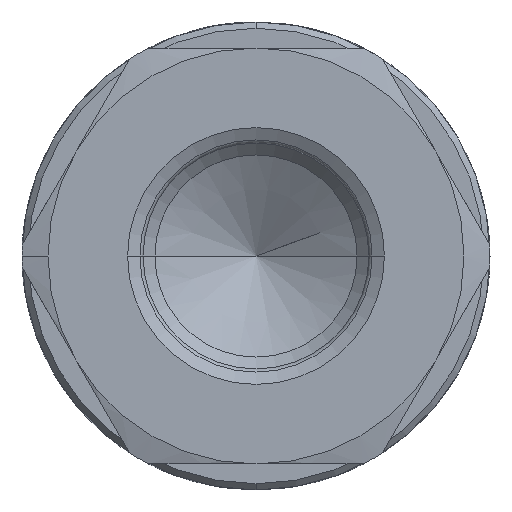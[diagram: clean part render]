
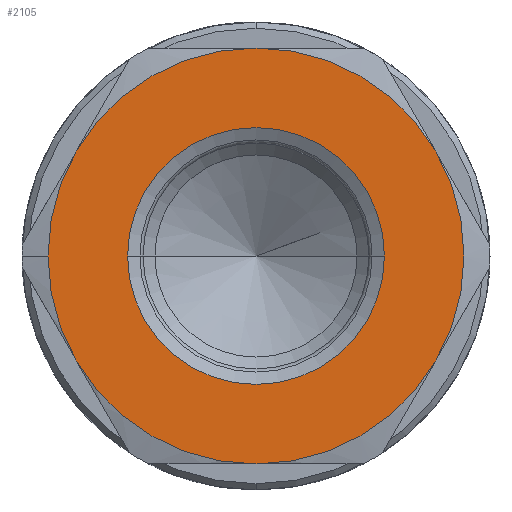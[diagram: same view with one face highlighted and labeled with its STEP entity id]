
A CAD part, left-side view. The second image highlights one B-rep face of the part: STEP entity #2105.
In plain terms, the highlighted planar face has unit normal (-1, 0, 0).
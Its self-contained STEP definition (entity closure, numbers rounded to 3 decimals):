
#82 = CARTESIAN_POINT ( 'NONE',  ( -7.053, 196.675, -12.7 ) ) ;
#294 = VERTEX_POINT ( 'NONE', #2175 ) ;
#492 = CARTESIAN_POINT ( 'NONE',  ( -7.053, 174.678, 0. ) ) ;
#519 = AXIS2_PLACEMENT_3D ( 'NONE', #8294, #7486, #4387 ) ;
#568 = CIRCLE ( 'NONE', #3101, 25.4 ) ;
#681 = CARTESIAN_POINT ( 'NONE',  ( -7.053, 190.363, 0. ) ) ;
#904 = ORIENTED_EDGE ( 'NONE', *, *, #6237, .F. ) ;
#1191 = EDGE_CURVE ( 'NONE', #5030, #9795, #568, .T. ) ;
#1200 = DIRECTION ( 'NONE',  ( 1., 0., 0. ) ) ;
#1313 = CARTESIAN_POINT ( 'NONE',  ( -7.053, 174.678, 25.4 ) ) ;
#1810 = DIRECTION ( 'NONE',  ( 1., 0., 0. ) ) ;
#1812 = EDGE_LOOP ( 'NONE', ( #4098, #2350 ) ) ;
#1889 = DIRECTION ( 'NONE',  ( 1., 0., 0. ) ) ;
#1941 = DIRECTION ( 'NONE',  ( 0., 1., 0. ) ) ;
#2105 = ADVANCED_FACE ( 'NONE', ( #2555, #7201 ), #6948, .F. ) ;
#2144 = EDGE_CURVE ( 'NONE', #3941, #2312, #8535, .T. ) ;
#2175 = CARTESIAN_POINT ( 'NONE',  ( -7.053, 158.994, 0. ) ) ;
#2203 = VERTEX_POINT ( 'NONE', #681 ) ;
#2312 = VERTEX_POINT ( 'NONE', #8863 ) ;
#2350 = ORIENTED_EDGE ( 'NONE', *, *, #3033, .T. ) ;
#2555 = FACE_OUTER_BOUND ( 'NONE', #7580, .T. ) ;
#2689 = VERTEX_POINT ( 'NONE', #7019 ) ;
#2737 = CARTESIAN_POINT ( 'NONE',  ( -7.053, 200.078, 0. ) ) ;
#2866 = CARTESIAN_POINT ( 'NONE',  ( -7.053, 174.678, 0. ) ) ;
#2972 = CARTESIAN_POINT ( 'NONE',  ( -7.053, 0., 0. ) ) ;
#3021 = DIRECTION ( 'NONE',  ( 0., 1., 0. ) ) ;
#3033 = EDGE_CURVE ( 'NONE', #2203, #294, #6063, .T. ) ;
#3072 = CARTESIAN_POINT ( 'NONE',  ( -7.053, 174.678, -25.4 ) ) ;
#3101 = AXIS2_PLACEMENT_3D ( 'NONE', #2866, #9228, #4483 ) ;
#3175 = DIRECTION ( 'NONE',  ( 0., 1., 0. ) ) ;
#3365 = DIRECTION ( 'NONE',  ( 0., 1., 0. ) ) ;
#3536 = DIRECTION ( 'NONE',  ( 1., 0., 0. ) ) ;
#3563 = CARTESIAN_POINT ( 'NONE',  ( -7.053, 152.681, -12.7 ) ) ;
#3698 = EDGE_CURVE ( 'NONE', #294, #2203, #5789, .T. ) ;
#3749 = CIRCLE ( 'NONE', #9852, 25.4 ) ;
#3847 = VERTEX_POINT ( 'NONE', #2737 ) ;
#3941 = VERTEX_POINT ( 'NONE', #1313 ) ;
#4098 = ORIENTED_EDGE ( 'NONE', *, *, #3698, .T. ) ;
#4226 = CIRCLE ( 'NONE', #5214, 25.4 ) ;
#4332 = DIRECTION ( 'NONE',  ( 0., 1., 0. ) ) ;
#4387 = DIRECTION ( 'NONE',  ( 0., 1., 0. ) ) ;
#4483 = DIRECTION ( 'NONE',  ( 0., 1., 0. ) ) ;
#4577 = VERTEX_POINT ( 'NONE', #82 ) ;
#4646 = ORIENTED_EDGE ( 'NONE', *, *, #6929, .F. ) ;
#4691 = DIRECTION ( 'NONE',  ( 1., 0., 0. ) ) ;
#4757 = ORIENTED_EDGE ( 'NONE', *, *, #2144, .F. ) ;
#5030 = VERTEX_POINT ( 'NONE', #3563 ) ;
#5054 = ORIENTED_EDGE ( 'NONE', *, *, #1191, .F. ) ;
#5065 = DIRECTION ( 'NONE',  ( 0., 1., 0. ) ) ;
#5214 = AXIS2_PLACEMENT_3D ( 'NONE', #8817, #9604, #5668 ) ;
#5668 = DIRECTION ( 'NONE',  ( 0., 1., 0. ) ) ;
#5789 = CIRCLE ( 'NONE', #519, 15.684 ) ;
#5824 = AXIS2_PLACEMENT_3D ( 'NONE', #7544, #1200, #1941 ) ;
#6023 = EDGE_CURVE ( 'NONE', #2689, #3941, #6884, .T. ) ;
#6063 = CIRCLE ( 'NONE', #8256, 15.684 ) ;
#6237 = EDGE_CURVE ( 'NONE', #9795, #4577, #3749, .T. ) ;
#6594 = AXIS2_PLACEMENT_3D ( 'NONE', #2972, #7730, #9295 ) ;
#6600 = EDGE_CURVE ( 'NONE', #2312, #5030, #8575, .T. ) ;
#6884 = CIRCLE ( 'NONE', #8334, 25.4 ) ;
#6929 = EDGE_CURVE ( 'NONE', #4577, #3847, #4226, .T. ) ;
#6948 = PLANE ( 'NONE',  #6594 ) ;
#6995 = DIRECTION ( 'NONE',  ( 1., 0., 0. ) ) ;
#7019 = CARTESIAN_POINT ( 'NONE',  ( -7.053, 196.675, 12.7 ) ) ;
#7201 = FACE_BOUND ( 'NONE', #1812, .T. ) ;
#7486 = DIRECTION ( 'NONE',  ( 1., 0., 0. ) ) ;
#7509 = CARTESIAN_POINT ( 'NONE',  ( -7.053, 174.678, 0. ) ) ;
#7514 = EDGE_CURVE ( 'NONE', #3847, #2689, #8188, .T. ) ;
#7544 = CARTESIAN_POINT ( 'NONE',  ( -7.053, 174.678, 0. ) ) ;
#7580 = EDGE_LOOP ( 'NONE', ( #8751, #8106, #4646, #904, #5054, #9846, #4757 ) ) ;
#7730 = DIRECTION ( 'NONE',  ( 1., 0., 0. ) ) ;
#7970 = CARTESIAN_POINT ( 'NONE',  ( -7.053, 174.678, 0. ) ) ;
#8106 = ORIENTED_EDGE ( 'NONE', *, *, #7514, .F. ) ;
#8188 = CIRCLE ( 'NONE', #8873, 25.4 ) ;
#8256 = AXIS2_PLACEMENT_3D ( 'NONE', #492, #6995, #3021 ) ;
#8294 = CARTESIAN_POINT ( 'NONE',  ( -7.053, 174.678, 0. ) ) ;
#8334 = AXIS2_PLACEMENT_3D ( 'NONE', #7509, #3536, #4332 ) ;
#8535 = CIRCLE ( 'NONE', #9942, 25.4 ) ;
#8575 = CIRCLE ( 'NONE', #5824, 25.4 ) ;
#8751 = ORIENTED_EDGE ( 'NONE', *, *, #6023, .F. ) ;
#8817 = CARTESIAN_POINT ( 'NONE',  ( -7.053, 174.678, 0. ) ) ;
#8863 = CARTESIAN_POINT ( 'NONE',  ( -7.053, 152.681, 12.7 ) ) ;
#8873 = AXIS2_PLACEMENT_3D ( 'NONE', #9019, #1889, #5065 ) ;
#9019 = CARTESIAN_POINT ( 'NONE',  ( -7.053, 174.678, 0. ) ) ;
#9228 = DIRECTION ( 'NONE',  ( 1., 0., 0. ) ) ;
#9295 = DIRECTION ( 'NONE',  ( 0., 1., 0. ) ) ;
#9604 = DIRECTION ( 'NONE',  ( 1., 0., 0. ) ) ;
#9634 = CARTESIAN_POINT ( 'NONE',  ( -7.053, 174.678, 0. ) ) ;
#9795 = VERTEX_POINT ( 'NONE', #3072 ) ;
#9846 = ORIENTED_EDGE ( 'NONE', *, *, #6600, .F. ) ;
#9852 = AXIS2_PLACEMENT_3D ( 'NONE', #9634, #1810, #3365 ) ;
#9942 = AXIS2_PLACEMENT_3D ( 'NONE', #7970, #4691, #3175 ) ;
